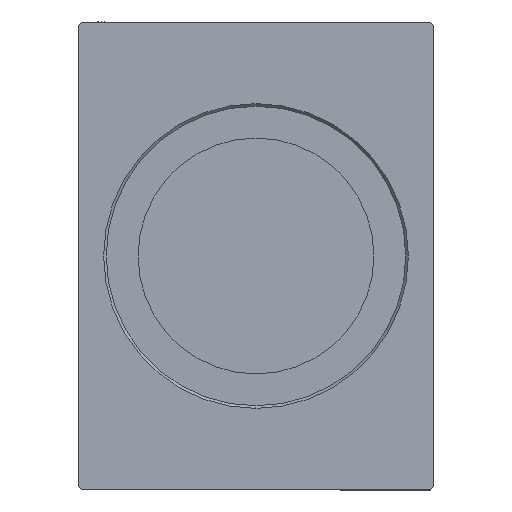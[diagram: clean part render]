
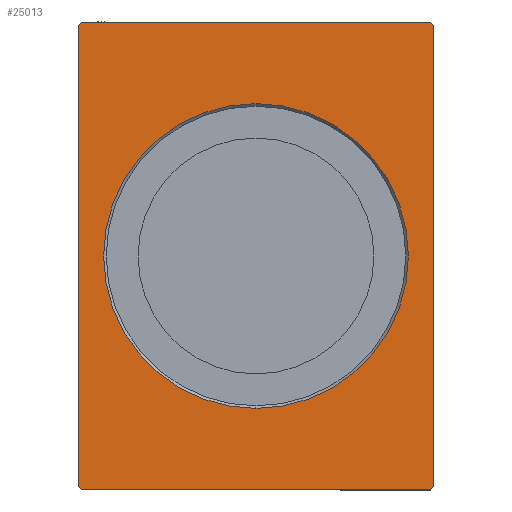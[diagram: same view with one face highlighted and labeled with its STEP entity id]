
A CAD part, left-side view. The second image highlights one B-rep face of the part: STEP entity #25013.
In plain terms, the highlighted planar face has unit normal (-1, 0, 0).
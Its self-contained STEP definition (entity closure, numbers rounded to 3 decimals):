
#658 = ORIENTED_EDGE ( 'NONE', *, *, #33054, .T. ) ;
#1986 = DIRECTION ( 'NONE',  ( 0., 0.707, 0.707 ) ) ;
#2219 = ORIENTED_EDGE ( 'NONE', *, *, #3669, .F. ) ;
#2718 = FACE_OUTER_BOUND ( 'NONE', #8227, .T. ) ;
#3086 = ORIENTED_EDGE ( 'NONE', *, *, #13785, .F. ) ;
#3224 = EDGE_CURVE ( 'NONE', #21954, #10021, #4497, .T. ) ;
#3467 = LINE ( 'NONE', #32980, #31900 ) ;
#3669 = EDGE_CURVE ( 'NONE', #17895, #20775, #23119, .T. ) ;
#3816 = DIRECTION ( 'NONE',  ( 0., 0.707, -0.707 ) ) ;
#4023 = CARTESIAN_POINT ( 'NONE',  ( 0., 47.5, -61.5 ) ) ;
#4264 = LINE ( 'NONE', #33160, #15267 ) ;
#4497 = CIRCLE ( 'NONE', #22818, 40.7 ) ;
#6420 = DIRECTION ( 'NONE',  ( 0., 0., -1. ) ) ;
#7195 = VERTEX_POINT ( 'NONE', #4023 ) ;
#7481 = CARTESIAN_POINT ( 'NONE',  ( 0., 0., 0. ) ) ;
#8088 = ORIENTED_EDGE ( 'NONE', *, *, #18341, .F. ) ;
#8227 = EDGE_LOOP ( 'NONE', ( #30278, #3086, #40706, #8088, #40265, #2219, #19447, #26169 ) ) ;
#8423 = VERTEX_POINT ( 'NONE', #23766 ) ;
#9000 = CARTESIAN_POINT ( 'NONE',  ( 0., 47.5, -61.5 ) ) ;
#9277 = EDGE_CURVE ( 'NONE', #20775, #30800, #20377, .T. ) ;
#10021 = VERTEX_POINT ( 'NONE', #34214 ) ;
#10609 = CARTESIAN_POINT ( 'NONE',  ( 0., -47.5, -61.5 ) ) ;
#11306 = DIRECTION ( 'NONE',  ( 0., 0., -1. ) ) ;
#12626 = VECTOR ( 'NONE', #41614, 1000. ) ;
#12753 = VECTOR ( 'NONE', #31744, 1000. ) ;
#13365 = VERTEX_POINT ( 'NONE', #19922 ) ;
#13785 = EDGE_CURVE ( 'NONE', #7195, #40956, #38111, .T. ) ;
#14425 = VERTEX_POINT ( 'NONE', #28398 ) ;
#15267 = VECTOR ( 'NONE', #17229, 1000. ) ;
#17229 = DIRECTION ( 'NONE',  ( 0., -1., 0. ) ) ;
#17883 = DIRECTION ( 'NONE',  ( 1., 0., 0. ) ) ;
#17895 = VERTEX_POINT ( 'NONE', #35471 ) ;
#17917 = CARTESIAN_POINT ( 'NONE',  ( 0., 46.5, -62.5 ) ) ;
#18022 = DIRECTION ( 'NONE',  ( 1., 0., 0. ) ) ;
#18341 = EDGE_CURVE ( 'NONE', #30800, #14425, #31560, .T. ) ;
#19447 = ORIENTED_EDGE ( 'NONE', *, *, #32957, .F. ) ;
#19680 = EDGE_CURVE ( 'NONE', #14425, #7195, #24503, .T. ) ;
#19922 = CARTESIAN_POINT ( 'NONE',  ( 0., -46.5, 62.5 ) ) ;
#20377 = LINE ( 'NONE', #10609, #38568 ) ;
#20430 = CARTESIAN_POINT ( 'NONE',  ( 0., -46.5, -62.5 ) ) ;
#20625 = EDGE_CURVE ( 'NONE', #8423, #13365, #4264, .T. ) ;
#20662 = VECTOR ( 'NONE', #1986, 1000. ) ;
#20775 = VERTEX_POINT ( 'NONE', #39663 ) ;
#21215 = PLANE ( 'NONE',  #35031 ) ;
#21514 = ORIENTED_EDGE ( 'NONE', *, *, #3224, .T. ) ;
#21954 = VERTEX_POINT ( 'NONE', #34274 ) ;
#22410 = CIRCLE ( 'NONE', #31203, 40.7 ) ;
#22585 = CARTESIAN_POINT ( 'NONE',  ( 0., 0., 0. ) ) ;
#22818 = AXIS2_PLACEMENT_3D ( 'NONE', #7481, #17883, #11306 ) ;
#23119 = LINE ( 'NONE', #25682, #12626 ) ;
#23766 = CARTESIAN_POINT ( 'NONE',  ( 0., 46.5, 62.5 ) ) ;
#24503 = LINE ( 'NONE', #17917, #20662 ) ;
#24973 = DIRECTION ( 'NONE',  ( 0., 1., 0. ) ) ;
#25013 = ADVANCED_FACE ( 'NONE', ( #31832, #2718 ), #21215, .F. ) ;
#25682 = CARTESIAN_POINT ( 'NONE',  ( 0., -47.5, 61.5 ) ) ;
#26169 = ORIENTED_EDGE ( 'NONE', *, *, #20625, .F. ) ;
#26383 = EDGE_CURVE ( 'NONE', #40956, #8423, #26526, .T. ) ;
#26526 = LINE ( 'NONE', #35885, #29549 ) ;
#26609 = DIRECTION ( 'NONE',  ( 0., -0.707, -0.707 ) ) ;
#27739 = CARTESIAN_POINT ( 'NONE',  ( 0., -46.5, -62.5 ) ) ;
#28398 = CARTESIAN_POINT ( 'NONE',  ( 0., 46.5, -62.5 ) ) ;
#28960 = DIRECTION ( 'NONE',  ( 1., 0., 0. ) ) ;
#29198 = CARTESIAN_POINT ( 'NONE',  ( 0., 47.5, 61.5 ) ) ;
#29549 = VECTOR ( 'NONE', #33315, 1000. ) ;
#30278 = ORIENTED_EDGE ( 'NONE', *, *, #26383, .F. ) ;
#30800 = VERTEX_POINT ( 'NONE', #20430 ) ;
#30985 = CARTESIAN_POINT ( 'NONE',  ( 0., 0., 0. ) ) ;
#31203 = AXIS2_PLACEMENT_3D ( 'NONE', #22585, #28960, #6420 ) ;
#31560 = LINE ( 'NONE', #27739, #32861 ) ;
#31744 = DIRECTION ( 'NONE',  ( 0., 0., 1. ) ) ;
#31832 = FACE_BOUND ( 'NONE', #32714, .T. ) ;
#31900 = VECTOR ( 'NONE', #26609, 1000. ) ;
#32714 = EDGE_LOOP ( 'NONE', ( #658, #21514 ) ) ;
#32861 = VECTOR ( 'NONE', #24973, 1000. ) ;
#32957 = EDGE_CURVE ( 'NONE', #13365, #17895, #3467, .T. ) ;
#32980 = CARTESIAN_POINT ( 'NONE',  ( 0., -46.5, 62.5 ) ) ;
#33054 = EDGE_CURVE ( 'NONE', #10021, #21954, #22410, .T. ) ;
#33160 = CARTESIAN_POINT ( 'NONE',  ( 0., 46.5, 62.5 ) ) ;
#33315 = DIRECTION ( 'NONE',  ( 0., -0.707, 0.707 ) ) ;
#34214 = CARTESIAN_POINT ( 'NONE',  ( 0., 0., 40.7 ) ) ;
#34274 = CARTESIAN_POINT ( 'NONE',  ( 0., 0., -40.7 ) ) ;
#35031 = AXIS2_PLACEMENT_3D ( 'NONE', #30985, #18022, #40761 ) ;
#35471 = CARTESIAN_POINT ( 'NONE',  ( 0., -47.5, 61.5 ) ) ;
#35885 = CARTESIAN_POINT ( 'NONE',  ( 0., 47.5, 61.5 ) ) ;
#38111 = LINE ( 'NONE', #9000, #12753 ) ;
#38568 = VECTOR ( 'NONE', #3816, 1000. ) ;
#39663 = CARTESIAN_POINT ( 'NONE',  ( 0., -47.5, -61.5 ) ) ;
#40265 = ORIENTED_EDGE ( 'NONE', *, *, #9277, .F. ) ;
#40706 = ORIENTED_EDGE ( 'NONE', *, *, #19680, .F. ) ;
#40761 = DIRECTION ( 'NONE',  ( 0., 0., -1. ) ) ;
#40956 = VERTEX_POINT ( 'NONE', #29198 ) ;
#41614 = DIRECTION ( 'NONE',  ( 0., 0., -1. ) ) ;
